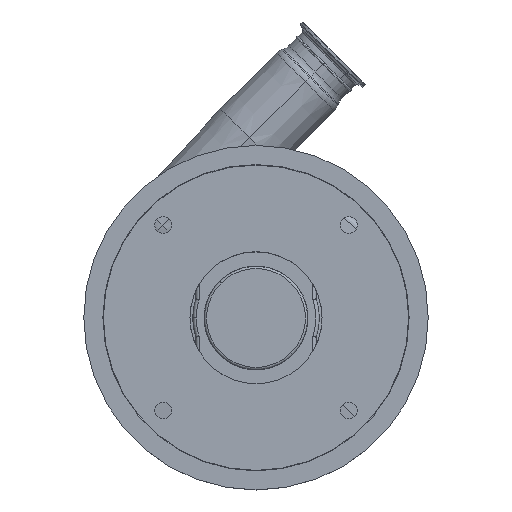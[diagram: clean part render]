
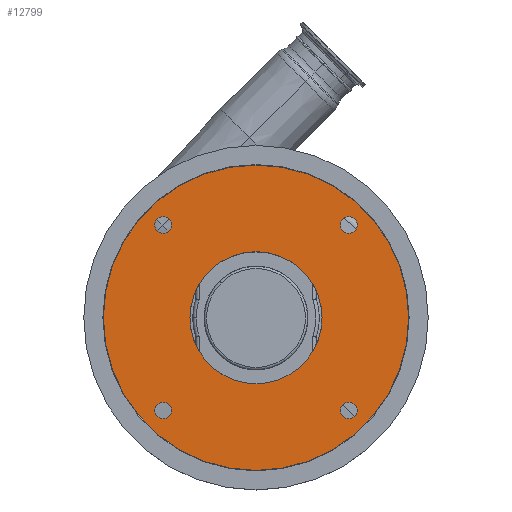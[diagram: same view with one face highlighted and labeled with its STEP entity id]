
A CAD part, top view. The second image highlights one B-rep face of the part: STEP entity #12799.
In plain terms, the highlighted planar face has unit normal (0, 0, 1).
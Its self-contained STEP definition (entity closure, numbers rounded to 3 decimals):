
#130 = CIRCLE ( 'NONE', #4795, 7.25 ) ;
#344 = CARTESIAN_POINT ( 'NONE',  ( 132.95, 0., 189.5 ) ) ;
#605 = ORIENTED_EDGE ( 'NONE', *, *, #7868, .T. ) ;
#784 = PLANE ( 'NONE',  #13281 ) ;
#858 = FACE_BOUND ( 'NONE', #3291, .T. ) ;
#1143 = DIRECTION ( 'NONE',  ( 0., 0., 1. ) ) ;
#1297 = CIRCLE ( 'NONE', #5934, 7.25 ) ;
#1459 = CARTESIAN_POINT ( 'NONE',  ( -80.822, -80.822, 189.5 ) ) ;
#1656 = CARTESIAN_POINT ( 'NONE',  ( 0., 0., 189.5 ) ) ;
#1671 = DIRECTION ( 'NONE',  ( 0., 0., 1. ) ) ;
#1798 = DIRECTION ( 'NONE',  ( 1., 0., 0. ) ) ;
#1813 = VERTEX_POINT ( 'NONE', #4804 ) ;
#1856 = EDGE_CURVE ( 'NONE', #10541, #12964, #12188, .T. ) ;
#1867 = DIRECTION ( 'NONE',  ( 1., 0., 0. ) ) ;
#1872 = CARTESIAN_POINT ( 'NONE',  ( 0., 0., 189.5 ) ) ;
#1879 = FACE_BOUND ( 'NONE', #1893, .T. ) ;
#1893 = EDGE_LOOP ( 'NONE', ( #8005, #6809 ) ) ;
#2009 = CIRCLE ( 'NONE', #10003, 57.5 ) ;
#2235 = CIRCLE ( 'NONE', #10233, 7.25 ) ;
#2416 = AXIS2_PLACEMENT_3D ( 'NONE', #4128, #7460, #1867 ) ;
#2477 = EDGE_CURVE ( 'NONE', #12920, #9733, #12756, .T. ) ;
#2543 = CARTESIAN_POINT ( 'NONE',  ( -80.822, 80.822, 189.5 ) ) ;
#2690 = DIRECTION ( 'NONE',  ( 1., 0., 0. ) ) ;
#2767 = DIRECTION ( 'NONE',  ( 1., 0., 0. ) ) ;
#2813 = ORIENTED_EDGE ( 'NONE', *, *, #1856, .F. ) ;
#2840 = CARTESIAN_POINT ( 'NONE',  ( 80.822, -80.822, 189.5 ) ) ;
#2869 = DIRECTION ( 'NONE',  ( 0., 0., 1. ) ) ;
#2879 = ORIENTED_EDGE ( 'NONE', *, *, #13407, .F. ) ;
#2953 = DIRECTION ( 'NONE',  ( 0., 0., 1. ) ) ;
#2984 = VERTEX_POINT ( 'NONE', #3076 ) ;
#3076 = CARTESIAN_POINT ( 'NONE',  ( -57.5, 0., 189.5 ) ) ;
#3117 = DIRECTION ( 'NONE',  ( 0., 0., 1. ) ) ;
#3245 = AXIS2_PLACEMENT_3D ( 'NONE', #1459, #10453, #2767 ) ;
#3270 = EDGE_CURVE ( 'NONE', #11205, #8882, #4027, .T. ) ;
#3291 = EDGE_LOOP ( 'NONE', ( #2813, #8191 ) ) ;
#3319 = DIRECTION ( 'NONE',  ( 1., 0., 0. ) ) ;
#3568 = AXIS2_PLACEMENT_3D ( 'NONE', #13433, #11233, #3319 ) ;
#3709 = CARTESIAN_POINT ( 'NONE',  ( 0., 0., 189.5 ) ) ;
#3731 = CARTESIAN_POINT ( 'NONE',  ( -80.822, -80.822, 189.5 ) ) ;
#3763 = VERTEX_POINT ( 'NONE', #10797 ) ;
#3964 = DIRECTION ( 'NONE',  ( 1., 0., 0. ) ) ;
#3986 = EDGE_CURVE ( 'NONE', #8595, #9462, #14179, .T. ) ;
#4027 = CIRCLE ( 'NONE', #2416, 7.25 ) ;
#4128 = CARTESIAN_POINT ( 'NONE',  ( 80.822, 80.822, 189.5 ) ) ;
#4171 = CARTESIAN_POINT ( 'NONE',  ( 57.5, 0., 189.5 ) ) ;
#4532 = VERTEX_POINT ( 'NONE', #4171 ) ;
#4795 = AXIS2_PLACEMENT_3D ( 'NONE', #2840, #1671, #10459 ) ;
#4804 = CARTESIAN_POINT ( 'NONE',  ( 88.072, -80.822, 189.5 ) ) ;
#4807 = EDGE_CURVE ( 'NONE', #3763, #1813, #12054, .T. ) ;
#5216 = DIRECTION ( 'NONE',  ( 0., 0., 1. ) ) ;
#5298 = FACE_BOUND ( 'NONE', #9354, .T. ) ;
#5444 = CARTESIAN_POINT ( 'NONE',  ( -73.572, 80.822, 189.5 ) ) ;
#5580 = DIRECTION ( 'NONE',  ( 1., 0., 0. ) ) ;
#5584 = EDGE_CURVE ( 'NONE', #9733, #12920, #11169, .T. ) ;
#5809 = CARTESIAN_POINT ( 'NONE',  ( 73.572, 80.822, 189.5 ) ) ;
#5865 = CARTESIAN_POINT ( 'NONE',  ( -88.072, -80.822, 189.5 ) ) ;
#5934 = AXIS2_PLACEMENT_3D ( 'NONE', #3731, #10464, #8320 ) ;
#5951 = DIRECTION ( 'NONE',  ( 1., 0., 0. ) ) ;
#6101 = DIRECTION ( 'NONE',  ( 0., 0., 1. ) ) ;
#6492 = CIRCLE ( 'NONE', #9870, 132.95 ) ;
#6589 = AXIS2_PLACEMENT_3D ( 'NONE', #1872, #3117, #1798 ) ;
#6809 = ORIENTED_EDGE ( 'NONE', *, *, #8899, .F. ) ;
#6896 = AXIS2_PLACEMENT_3D ( 'NONE', #2543, #9544, #5951 ) ;
#7460 = DIRECTION ( 'NONE',  ( 0., 0., 1. ) ) ;
#7539 = DIRECTION ( 'NONE',  ( 1., 0., 0. ) ) ;
#7594 = EDGE_LOOP ( 'NONE', ( #605, #11244 ) ) ;
#7868 = EDGE_CURVE ( 'NONE', #9462, #8595, #6492, .T. ) ;
#8005 = ORIENTED_EDGE ( 'NONE', *, *, #13387, .F. ) ;
#8172 = ORIENTED_EDGE ( 'NONE', *, *, #2477, .F. ) ;
#8191 = ORIENTED_EDGE ( 'NONE', *, *, #13448, .F. ) ;
#8320 = DIRECTION ( 'NONE',  ( 1., 0., 0. ) ) ;
#8350 = CARTESIAN_POINT ( 'NONE',  ( 88.072, 80.822, 189.5 ) ) ;
#8500 = FACE_OUTER_BOUND ( 'NONE', #7594, .T. ) ;
#8577 = CARTESIAN_POINT ( 'NONE',  ( 0., 0., 189.5 ) ) ;
#8595 = VERTEX_POINT ( 'NONE', #10594 ) ;
#8723 = FACE_BOUND ( 'NONE', #8817, .T. ) ;
#8817 = EDGE_LOOP ( 'NONE', ( #9658, #10875 ) ) ;
#8882 = VERTEX_POINT ( 'NONE', #8350 ) ;
#8899 = EDGE_CURVE ( 'NONE', #2984, #4532, #11525, .T. ) ;
#8995 = AXIS2_PLACEMENT_3D ( 'NONE', #1656, #6101, #14217 ) ;
#9354 = EDGE_LOOP ( 'NONE', ( #2879, #12346 ) ) ;
#9462 = VERTEX_POINT ( 'NONE', #344 ) ;
#9544 = DIRECTION ( 'NONE',  ( 0., 0., 1. ) ) ;
#9658 = ORIENTED_EDGE ( 'NONE', *, *, #14414, .F. ) ;
#9733 = VERTEX_POINT ( 'NONE', #9768 ) ;
#9768 = CARTESIAN_POINT ( 'NONE',  ( -88.072, 80.822, 189.5 ) ) ;
#9870 = AXIS2_PLACEMENT_3D ( 'NONE', #3709, #11731, #2690 ) ;
#9965 = CARTESIAN_POINT ( 'NONE',  ( 0., 0., 189.5 ) ) ;
#10003 = AXIS2_PLACEMENT_3D ( 'NONE', #9965, #2953, #3964 ) ;
#10233 = AXIS2_PLACEMENT_3D ( 'NONE', #12980, #2869, #11923 ) ;
#10453 = DIRECTION ( 'NONE',  ( 0., 0., 1. ) ) ;
#10459 = DIRECTION ( 'NONE',  ( 1., 0., 0. ) ) ;
#10464 = DIRECTION ( 'NONE',  ( 0., 0., 1. ) ) ;
#10541 = VERTEX_POINT ( 'NONE', #11880 ) ;
#10594 = CARTESIAN_POINT ( 'NONE',  ( -132.95, 0., 189.5 ) ) ;
#10797 = CARTESIAN_POINT ( 'NONE',  ( 73.572, -80.822, 189.5 ) ) ;
#10870 = FACE_BOUND ( 'NONE', #12556, .T. ) ;
#10875 = ORIENTED_EDGE ( 'NONE', *, *, #4807, .F. ) ;
#11169 = CIRCLE ( 'NONE', #6896, 7.25 ) ;
#11205 = VERTEX_POINT ( 'NONE', #5809 ) ;
#11233 = DIRECTION ( 'NONE',  ( 0., 0., 1. ) ) ;
#11236 = CARTESIAN_POINT ( 'NONE',  ( -80.822, 80.822, 189.5 ) ) ;
#11244 = ORIENTED_EDGE ( 'NONE', *, *, #3986, .T. ) ;
#11525 = CIRCLE ( 'NONE', #6589, 57.5 ) ;
#11731 = DIRECTION ( 'NONE',  ( 0., 0., 1. ) ) ;
#11880 = CARTESIAN_POINT ( 'NONE',  ( -73.572, -80.822, 189.5 ) ) ;
#11923 = DIRECTION ( 'NONE',  ( 1., 0., 0. ) ) ;
#12031 = AXIS2_PLACEMENT_3D ( 'NONE', #11236, #1143, #5580 ) ;
#12054 = CIRCLE ( 'NONE', #3568, 7.25 ) ;
#12188 = CIRCLE ( 'NONE', #3245, 7.25 ) ;
#12346 = ORIENTED_EDGE ( 'NONE', *, *, #3270, .F. ) ;
#12556 = EDGE_LOOP ( 'NONE', ( #8172, #13362 ) ) ;
#12756 = CIRCLE ( 'NONE', #12031, 7.25 ) ;
#12799 = ADVANCED_FACE ( 'NONE', ( #8500, #10870, #858, #8723, #5298, #1879 ), #784, .T. ) ;
#12920 = VERTEX_POINT ( 'NONE', #5444 ) ;
#12964 = VERTEX_POINT ( 'NONE', #5865 ) ;
#12980 = CARTESIAN_POINT ( 'NONE',  ( 80.822, 80.822, 189.5 ) ) ;
#13281 = AXIS2_PLACEMENT_3D ( 'NONE', #8577, #5216, #7539 ) ;
#13362 = ORIENTED_EDGE ( 'NONE', *, *, #5584, .F. ) ;
#13387 = EDGE_CURVE ( 'NONE', #4532, #2984, #2009, .T. ) ;
#13407 = EDGE_CURVE ( 'NONE', #8882, #11205, #2235, .T. ) ;
#13433 = CARTESIAN_POINT ( 'NONE',  ( 80.822, -80.822, 189.5 ) ) ;
#13448 = EDGE_CURVE ( 'NONE', #12964, #10541, #1297, .T. ) ;
#14179 = CIRCLE ( 'NONE', #8995, 132.95 ) ;
#14217 = DIRECTION ( 'NONE',  ( 1., 0., 0. ) ) ;
#14414 = EDGE_CURVE ( 'NONE', #1813, #3763, #130, .T. ) ;
